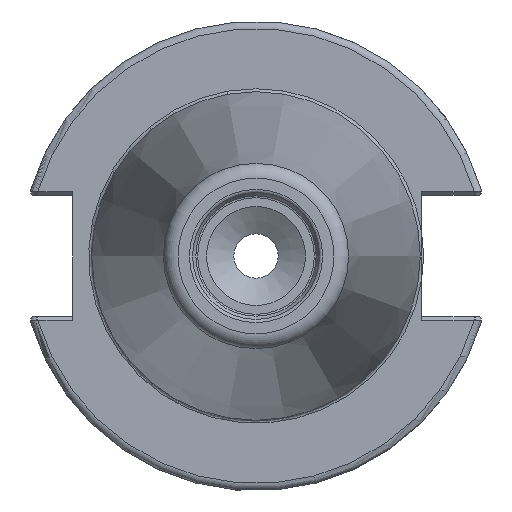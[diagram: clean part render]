
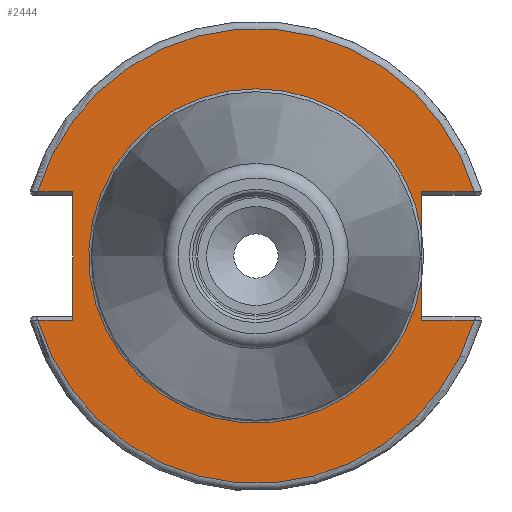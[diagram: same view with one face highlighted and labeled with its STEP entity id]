
A CAD part, left-side view. The second image highlights one B-rep face of the part: STEP entity #2444.
In plain terms, the highlighted planar face has unit normal (-1, 0, 0).
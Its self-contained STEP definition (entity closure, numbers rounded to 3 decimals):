
#128=PLANE('',#2655);
#246=FACE_OUTER_BOUND('',#388,.T.);
#388=EDGE_LOOP('',(#1771,#1772,#1773,#1774,#1775,#1776,#1777,#1778,#1779,
#1780,#1781));
#524=LINE('',#3742,#678);
#531=LINE('',#3864,#685);
#532=LINE('',#3868,#686);
#533=LINE('',#3870,#687);
#534=LINE('',#3872,#688);
#535=LINE('',#3876,#689);
#536=LINE('',#3878,#690);
#678=VECTOR('',#3035,10.);
#685=VECTOR('',#3046,10.);
#686=VECTOR('',#3049,10.);
#687=VECTOR('',#3050,10.);
#688=VECTOR('',#3051,10.);
#689=VECTOR('',#3054,10.);
#690=VECTOR('',#3055,10.);
#871=CIRCLE('',#2656,30.775);
#872=CIRCLE('',#2657,30.775);
#873=CIRCLE('',#2658,22.625);
#874=CIRCLE('',#2659,22.625);
#1029=VERTEX_POINT('',#3739);
#1030=VERTEX_POINT('',#3741);
#1038=VERTEX_POINT('',#3863);
#1039=VERTEX_POINT('',#3865);
#1040=VERTEX_POINT('',#3867);
#1041=VERTEX_POINT('',#3869);
#1042=VERTEX_POINT('',#3871);
#1043=VERTEX_POINT('',#3873);
#1044=VERTEX_POINT('',#3875);
#1045=VERTEX_POINT('',#3877);
#1046=VERTEX_POINT('',#3879);
#1308=EDGE_CURVE('',#1029,#1030,#524,.T.);
#1320=EDGE_CURVE('',#1038,#1030,#531,.T.);
#1321=EDGE_CURVE('',#1039,#1029,#871,.T.);
#1322=EDGE_CURVE('',#1040,#1039,#532,.T.);
#1323=EDGE_CURVE('',#1040,#1041,#533,.T.);
#1324=EDGE_CURVE('',#1042,#1041,#534,.T.);
#1325=EDGE_CURVE('',#1043,#1042,#872,.T.);
#1326=EDGE_CURVE('',#1044,#1043,#535,.T.);
#1327=EDGE_CURVE('',#1044,#1045,#536,.T.);
#1328=EDGE_CURVE('',#1045,#1046,#873,.T.);
#1329=EDGE_CURVE('',#1046,#1038,#874,.T.);
#1771=ORIENTED_EDGE('',*,*,#1320,.T.);
#1772=ORIENTED_EDGE('',*,*,#1308,.F.);
#1773=ORIENTED_EDGE('',*,*,#1321,.F.);
#1774=ORIENTED_EDGE('',*,*,#1322,.F.);
#1775=ORIENTED_EDGE('',*,*,#1323,.T.);
#1776=ORIENTED_EDGE('',*,*,#1324,.F.);
#1777=ORIENTED_EDGE('',*,*,#1325,.F.);
#1778=ORIENTED_EDGE('',*,*,#1326,.F.);
#1779=ORIENTED_EDGE('',*,*,#1327,.T.);
#1780=ORIENTED_EDGE('',*,*,#1328,.T.);
#1781=ORIENTED_EDGE('',*,*,#1329,.T.);
#2444=ADVANCED_FACE('',(#246),#128,.T.);
#2655=AXIS2_PLACEMENT_3D('',#3862,#3044,#3045);
#2656=AXIS2_PLACEMENT_3D('',#3866,#3047,#3048);
#2657=AXIS2_PLACEMENT_3D('',#3874,#3052,#3053);
#2658=AXIS2_PLACEMENT_3D('',#3880,#3056,#3057);
#2659=AXIS2_PLACEMENT_3D('',#3881,#3058,#3059);
#3035=DIRECTION('',(0.,1.,0.));
#3044=DIRECTION('center_axis',(-1.,0.,0.));
#3045=DIRECTION('ref_axis',(0.,0.,1.));
#3046=DIRECTION('',(0.,0.,1.));
#3047=DIRECTION('center_axis',(1.,0.,0.));
#3048=DIRECTION('ref_axis',(0.,0.,-1.));
#3049=DIRECTION('',(0.,1.,0.));
#3050=DIRECTION('',(0.,0.,-1.));
#3051=DIRECTION('',(0.,-1.,0.));
#3052=DIRECTION('center_axis',(1.,0.,0.));
#3053=DIRECTION('ref_axis',(0.,0.,-1.));
#3054=DIRECTION('',(0.,-1.,0.));
#3055=DIRECTION('',(0.,0.,1.));
#3056=DIRECTION('center_axis',(1.,0.,0.));
#3057=DIRECTION('ref_axis',(0.,0.,-1.));
#3058=DIRECTION('center_axis',(1.,0.,0.));
#3059=DIRECTION('ref_axis',(0.,0.,-1.));
#3739=CARTESIAN_POINT('',(1.,-29.523,8.69));
#3741=CARTESIAN_POINT('',(1.,-22.41,8.69));
#3742=CARTESIAN_POINT('',(1.,4.182,8.69));
#3862=CARTESIAN_POINT('Origin',(1.,30.775,0.));
#3863=CARTESIAN_POINT('',(1.,-22.41,3.112));
#3864=CARTESIAN_POINT('',(1.,-22.41,-4.095));
#3865=CARTESIAN_POINT('',(1.,29.523,8.69));
#3866=CARTESIAN_POINT('Origin',(1.,0.,0.));
#3867=CARTESIAN_POINT('',(1.,24.8,8.69));
#3868=CARTESIAN_POINT('',(1.,38.399,8.69));
#3869=CARTESIAN_POINT('',(1.,24.8,-8.69));
#3870=CARTESIAN_POINT('',(1.,24.8,4.095));
#3871=CARTESIAN_POINT('',(1.,29.523,-8.69));
#3872=CARTESIAN_POINT('',(1.,27.788,-8.69));
#3873=CARTESIAN_POINT('',(1.,-29.523,-8.69));
#3874=CARTESIAN_POINT('Origin',(1.,0.,0.));
#3875=CARTESIAN_POINT('',(1.,-22.41,-8.69));
#3876=CARTESIAN_POINT('',(1.,-6.591,-8.69));
#3877=CARTESIAN_POINT('',(1.,-22.41,-3.112));
#3878=CARTESIAN_POINT('',(1.,-22.41,-4.095));
#3879=CARTESIAN_POINT('',(1.,0.,22.625));
#3880=CARTESIAN_POINT('Origin',(1.,0.,0.));
#3881=CARTESIAN_POINT('Origin',(1.,0.,0.));
